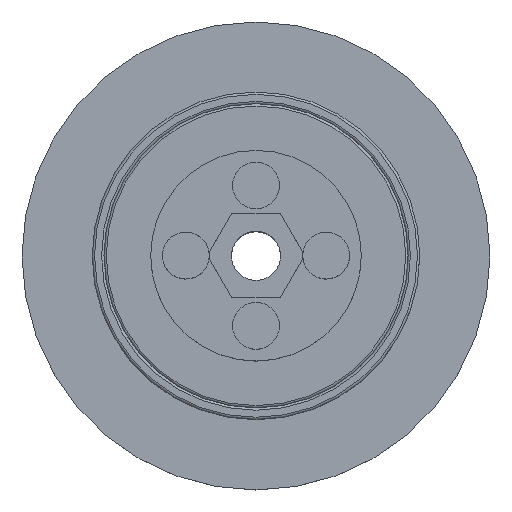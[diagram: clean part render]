
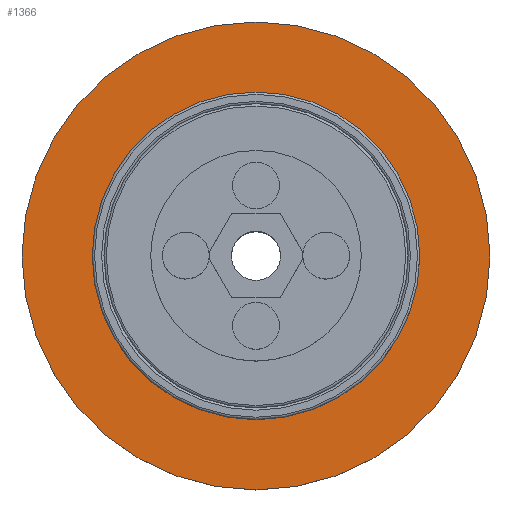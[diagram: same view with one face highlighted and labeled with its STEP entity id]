
A CAD part, top view. The second image highlights one B-rep face of the part: STEP entity #1366.
In plain terms, the highlighted planar face has unit normal (0, 0, 1).
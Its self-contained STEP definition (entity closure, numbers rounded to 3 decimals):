
#296=FACE_BOUND('',#511,.T.);
#326=PLANE('',#1561);
#415=FACE_OUTER_BOUND('',#510,.T.);
#510=EDGE_LOOP('',(#1082));
#511=EDGE_LOOP('',(#1083));
#623=CIRCLE('',#1550,8.);
#624=CIRCLE('',#1559,20.);
#689=VERTEX_POINT('',#2218);
#696=VERTEX_POINT('',#2247);
#825=EDGE_CURVE('',#689,#689,#623,.T.);
#838=EDGE_CURVE('',#696,#696,#624,.T.);
#1082=ORIENTED_EDGE('',*,*,#838,.T.);
#1083=ORIENTED_EDGE('',*,*,#825,.T.);
#1366=ADVANCED_FACE('',(#415,#296),#326,.T.);
#1550=AXIS2_PLACEMENT_3D('',#2220,#1798,#1799);
#1559=AXIS2_PLACEMENT_3D('',#2248,#1828,#1829);
#1561=AXIS2_PLACEMENT_3D('',#2252,#1833,#1834);
#1798=DIRECTION('center_axis',(0.,0.,-1.));
#1799=DIRECTION('ref_axis',(-1.,0.,0.));
#1828=DIRECTION('center_axis',(0.,0.,1.));
#1829=DIRECTION('ref_axis',(1.,0.,0.));
#1833=DIRECTION('center_axis',(0.,0.,1.));
#1834=DIRECTION('ref_axis',(1.,0.,0.));
#2218=CARTESIAN_POINT('',(8.,0.,2.));
#2220=CARTESIAN_POINT('Origin',(0.,0.,2.));
#2247=CARTESIAN_POINT('',(-20.,0.,2.));
#2248=CARTESIAN_POINT('Origin',(0.,0.,2.));
#2252=CARTESIAN_POINT('Origin',(0.,0.,2.));
